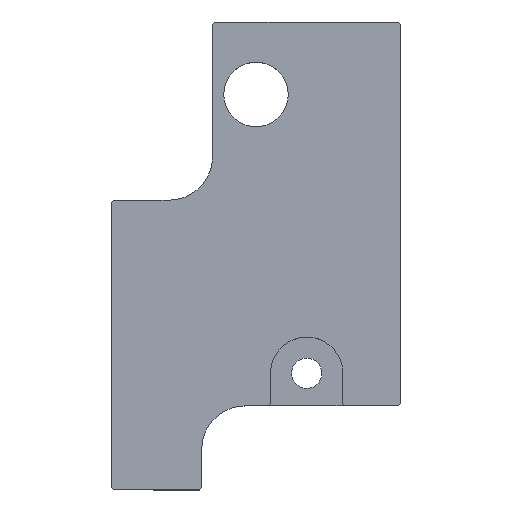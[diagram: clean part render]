
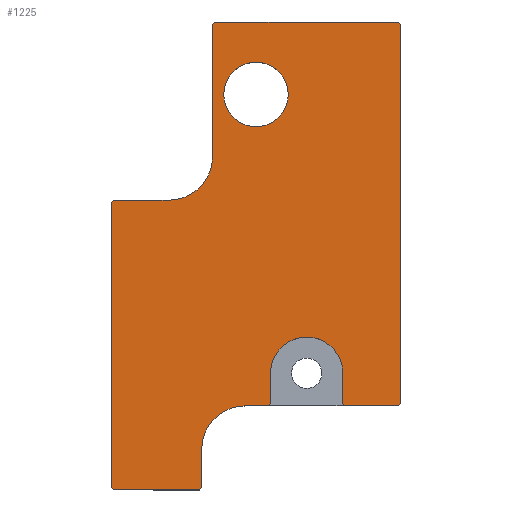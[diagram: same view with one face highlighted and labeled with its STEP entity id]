
A CAD part, top view. The second image highlights one B-rep face of the part: STEP entity #1225.
In plain terms, the highlighted planar face has unit normal (0, 0, 1).
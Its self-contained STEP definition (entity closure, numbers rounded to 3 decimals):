
#20=FACE_BOUND('',#123,.T.);
#22=CIRCLE('',#1296,2.5);
#29=CIRCLE('',#1311,3.);
#30=CIRCLE('',#1312,3.);
#31=CIRCLE('',#1313,2.225);
#53=FACE_OUTER_BOUND('',#122,.T.);
#122=EDGE_LOOP('',(#909,#910,#911,#912,#913,#914,#915,#916,#917,#918,#919,
#920,#921,#922,#923,#924,#925,#926,#927,#928,#929,#930));
#123=EDGE_LOOP('',(#931));
#175=LINE('',#1689,#340);
#181=LINE('',#1700,#346);
#182=LINE('',#1704,#347);
#186=LINE('',#1712,#351);
#194=LINE('',#1727,#359);
#196=LINE('',#1731,#361);
#249=LINE('',#1851,#414);
#252=LINE('',#1856,#417);
#254=LINE('',#1859,#419);
#255=LINE('',#1861,#420);
#256=LINE('',#1863,#421);
#257=LINE('',#1865,#422);
#258=LINE('',#1869,#423);
#259=LINE('',#1871,#424);
#260=LINE('',#1873,#425);
#261=LINE('',#1875,#426);
#262=LINE('',#1877,#427);
#263=LINE('',#1879,#428);
#264=LINE('',#1881,#429);
#340=VECTOR('',#1370,10.);
#346=VECTOR('',#1378,10.);
#347=VECTOR('',#1381,10.);
#351=VECTOR('',#1387,10.);
#359=VECTOR('',#1395,10.);
#361=VECTOR('',#1399,10.);
#414=VECTOR('',#1480,10.);
#417=VECTOR('',#1485,10.);
#419=VECTOR('',#1489,10.);
#420=VECTOR('',#1490,10.);
#421=VECTOR('',#1491,10.);
#422=VECTOR('',#1492,10.);
#423=VECTOR('',#1495,10.);
#424=VECTOR('',#1496,10.);
#425=VECTOR('',#1497,10.);
#426=VECTOR('',#1498,10.);
#427=VECTOR('',#1499,10.);
#428=VECTOR('',#1500,10.);
#429=VECTOR('',#1501,10.);
#505=VERTEX_POINT('',#1687);
#506=VERTEX_POINT('',#1688);
#510=VERTEX_POINT('',#1698);
#511=VERTEX_POINT('',#1702);
#512=VERTEX_POINT('',#1703);
#515=VERTEX_POINT('',#1711);
#522=VERTEX_POINT('',#1725);
#523=VERTEX_POINT('',#1730);
#575=VERTEX_POINT('',#1849);
#576=VERTEX_POINT('',#1850);
#577=VERTEX_POINT('',#1855);
#578=VERTEX_POINT('',#1860);
#579=VERTEX_POINT('',#1862);
#580=VERTEX_POINT('',#1864);
#581=VERTEX_POINT('',#1866);
#582=VERTEX_POINT('',#1868);
#583=VERTEX_POINT('',#1870);
#584=VERTEX_POINT('',#1872);
#585=VERTEX_POINT('',#1874);
#586=VERTEX_POINT('',#1876);
#587=VERTEX_POINT('',#1878);
#588=VERTEX_POINT('',#1880);
#589=VERTEX_POINT('',#1883);
#623=EDGE_CURVE('',#505,#506,#175,.T.);
#629=EDGE_CURVE('',#505,#510,#181,.T.);
#630=EDGE_CURVE('',#511,#512,#182,.T.);
#634=EDGE_CURVE('',#506,#515,#186,.T.);
#642=EDGE_CURVE('',#522,#511,#194,.T.);
#644=EDGE_CURVE('',#523,#512,#196,.T.);
#647=EDGE_CURVE('',#510,#523,#22,.T.);
#704=EDGE_CURVE('',#575,#576,#249,.T.);
#707=EDGE_CURVE('',#576,#577,#252,.T.);
#709=EDGE_CURVE('',#577,#522,#254,.T.);
#710=EDGE_CURVE('',#578,#575,#255,.T.);
#711=EDGE_CURVE('',#579,#578,#256,.T.);
#712=EDGE_CURVE('',#580,#579,#257,.T.);
#713=EDGE_CURVE('',#581,#580,#29,.T.);
#714=EDGE_CURVE('',#582,#581,#258,.T.);
#715=EDGE_CURVE('',#583,#582,#259,.T.);
#716=EDGE_CURVE('',#583,#584,#260,.T.);
#717=EDGE_CURVE('',#585,#584,#261,.T.);
#718=EDGE_CURVE('',#586,#585,#262,.T.);
#719=EDGE_CURVE('',#587,#586,#263,.T.);
#720=EDGE_CURVE('',#588,#587,#264,.T.);
#721=EDGE_CURVE('',#515,#588,#30,.T.);
#722=EDGE_CURVE('',#589,#589,#31,.T.);
#909=ORIENTED_EDGE('',*,*,#623,.F.);
#910=ORIENTED_EDGE('',*,*,#629,.T.);
#911=ORIENTED_EDGE('',*,*,#647,.T.);
#912=ORIENTED_EDGE('',*,*,#644,.T.);
#913=ORIENTED_EDGE('',*,*,#630,.F.);
#914=ORIENTED_EDGE('',*,*,#642,.F.);
#915=ORIENTED_EDGE('',*,*,#709,.F.);
#916=ORIENTED_EDGE('',*,*,#707,.F.);
#917=ORIENTED_EDGE('',*,*,#704,.F.);
#918=ORIENTED_EDGE('',*,*,#710,.F.);
#919=ORIENTED_EDGE('',*,*,#711,.F.);
#920=ORIENTED_EDGE('',*,*,#712,.F.);
#921=ORIENTED_EDGE('',*,*,#713,.F.);
#922=ORIENTED_EDGE('',*,*,#714,.F.);
#923=ORIENTED_EDGE('',*,*,#715,.F.);
#924=ORIENTED_EDGE('',*,*,#716,.T.);
#925=ORIENTED_EDGE('',*,*,#717,.F.);
#926=ORIENTED_EDGE('',*,*,#718,.F.);
#927=ORIENTED_EDGE('',*,*,#719,.F.);
#928=ORIENTED_EDGE('',*,*,#720,.F.);
#929=ORIENTED_EDGE('',*,*,#721,.F.);
#930=ORIENTED_EDGE('',*,*,#634,.F.);
#931=ORIENTED_EDGE('',*,*,#722,.T.);
#1166=PLANE('',#1310);
#1225=ADVANCED_FACE('',(#53,#20),#1166,.T.);
#1296=AXIS2_PLACEMENT_3D('',#1736,#1404,#1405);
#1310=AXIS2_PLACEMENT_3D('',#1858,#1487,#1488);
#1311=AXIS2_PLACEMENT_3D('',#1867,#1493,#1494);
#1312=AXIS2_PLACEMENT_3D('',#1882,#1502,#1503);
#1313=AXIS2_PLACEMENT_3D('',#1884,#1504,#1505);
#1370=DIRECTION('',(-0.707,-0.707,0.));
#1378=DIRECTION('',(0.,1.,0.));
#1381=DIRECTION('',(-0.707,0.707,0.));
#1387=DIRECTION('',(-1.,0.,0.));
#1395=DIRECTION('',(-1.,0.,0.));
#1399=DIRECTION('',(0.,-1.,0.));
#1404=DIRECTION('center_axis',(0.,0.,-1.));
#1405=DIRECTION('ref_axis',(-1.,0.,0.));
#1480=DIRECTION('',(0.707,-0.707,0.));
#1485=DIRECTION('',(0.,-1.,0.));
#1487=DIRECTION('center_axis',(0.,0.,1.));
#1488=DIRECTION('ref_axis',(-1.,0.,0.));
#1489=DIRECTION('',(-0.707,-0.707,0.));
#1490=DIRECTION('',(1.,0.,0.));
#1491=DIRECTION('',(0.707,0.707,0.));
#1492=DIRECTION('',(0.,1.,0.));
#1493=DIRECTION('center_axis',(0.,0.,1.));
#1494=DIRECTION('ref_axis',(0.707,-0.707,0.));
#1495=DIRECTION('',(1.,0.,0.));
#1496=DIRECTION('',(0.707,0.707,0.));
#1497=DIRECTION('',(0.,-1.,0.));
#1498=DIRECTION('',(-0.707,0.707,0.));
#1499=DIRECTION('',(-1.,0.,0.));
#1500=DIRECTION('',(-0.707,-0.707,0.));
#1501=DIRECTION('',(0.,-1.,0.));
#1502=DIRECTION('center_axis',(0.,0.,1.));
#1503=DIRECTION('ref_axis',(-0.707,0.707,0.));
#1504=DIRECTION('center_axis',(0.,0.,-1.));
#1505=DIRECTION('ref_axis',(-1.,0.,0.));
#1687=CARTESIAN_POINT('',(12.75,2.599,23.8));
#1688=CARTESIAN_POINT('',(12.6,2.449,23.8));
#1689=CARTESIAN_POINT('',(14.831,4.68,23.8));
#1698=CARTESIAN_POINT('',(12.75,4.699,23.8));
#1700=CARTESIAN_POINT('',(12.75,7.624,23.8));
#1702=CARTESIAN_POINT('',(17.9,2.449,23.8));
#1703=CARTESIAN_POINT('',(17.75,2.599,23.8));
#1704=CARTESIAN_POINT('',(13.556,6.793,23.8));
#1711=CARTESIAN_POINT('',(11.,2.449,23.8));
#1712=CARTESIAN_POINT('',(8.75,2.449,23.8));
#1725=CARTESIAN_POINT('',(21.6,2.449,23.8));
#1727=CARTESIAN_POINT('',(8.75,2.449,23.8));
#1730=CARTESIAN_POINT('',(17.75,4.699,23.8));
#1731=CARTESIAN_POINT('',(17.75,8.749,23.8));
#1736=CARTESIAN_POINT('Origin',(15.25,4.699,23.8));
#1849=CARTESIAN_POINT('',(21.6,28.949,23.8));
#1850=CARTESIAN_POINT('',(21.75,28.799,23.8));
#1851=CARTESIAN_POINT('',(23.031,27.518,23.8));
#1855=CARTESIAN_POINT('',(21.75,2.599,23.8));
#1856=CARTESIAN_POINT('',(21.75,28.949,23.8));
#1858=CARTESIAN_POINT('Origin',(11.025,12.799,23.8));
#1859=CARTESIAN_POINT('',(21.581,2.43,23.8));
#1860=CARTESIAN_POINT('',(8.9,28.949,23.8));
#1861=CARTESIAN_POINT('',(8.75,28.949,23.8));
#1862=CARTESIAN_POINT('',(8.75,28.799,23.8));
#1863=CARTESIAN_POINT('',(5.356,25.405,23.8));
#1864=CARTESIAN_POINT('',(8.75,19.649,23.8));
#1865=CARTESIAN_POINT('',(8.75,2.449,23.8));
#1866=CARTESIAN_POINT('',(5.75,16.649,23.8));
#1867=CARTESIAN_POINT('Origin',(5.75,19.649,23.8));
#1868=CARTESIAN_POINT('',(1.9,16.649,23.8));
#1869=CARTESIAN_POINT('',(8.,16.649,23.8));
#1870=CARTESIAN_POINT('',(1.75,16.499,23.8));
#1871=CARTESIAN_POINT('',(3.181,17.93,23.8));
#1872=CARTESIAN_POINT('',(1.75,-3.201,23.8));
#1873=CARTESIAN_POINT('',(1.75,4.724,23.8));
#1874=CARTESIAN_POINT('',(1.9,-3.351,23.8));
#1875=CARTESIAN_POINT('',(0.106,-1.557,23.8));
#1876=CARTESIAN_POINT('',(7.85,-3.351,23.8));
#1877=CARTESIAN_POINT('',(8.,-3.351,23.8));
#1878=CARTESIAN_POINT('',(8.,-3.201,23.8));
#1879=CARTESIAN_POINT('',(12.719,1.518,23.8));
#1880=CARTESIAN_POINT('',(8.,-0.551,23.8));
#1881=CARTESIAN_POINT('',(8.,16.649,23.8));
#1882=CARTESIAN_POINT('Origin',(11.,-0.551,23.8));
#1883=CARTESIAN_POINT('',(13.975,23.949,23.8));
#1884=CARTESIAN_POINT('Origin',(11.75,23.949,23.8));
